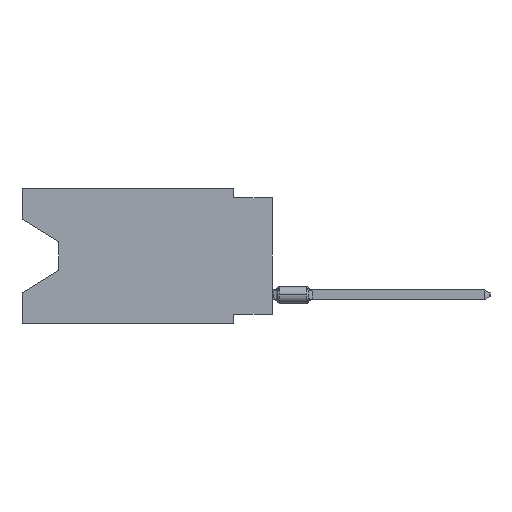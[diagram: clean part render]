
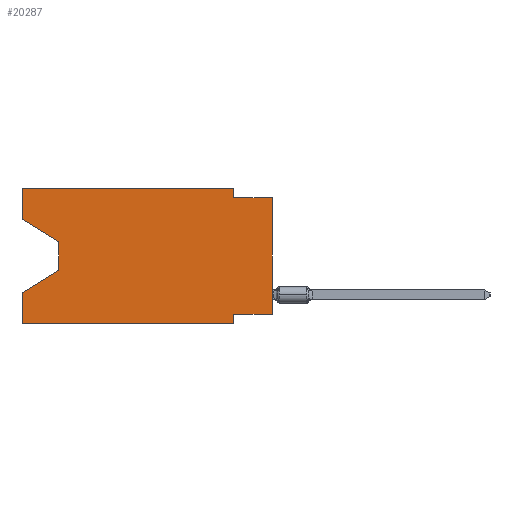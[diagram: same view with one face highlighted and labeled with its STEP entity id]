
A CAD part, left-side view. The second image highlights one B-rep face of the part: STEP entity #20287.
In plain terms, the highlighted planar face has unit normal (-1, 0, 0).
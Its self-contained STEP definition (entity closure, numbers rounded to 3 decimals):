
#360 = VERTEX_POINT ( 'NONE', #25790 ) ;
#363 = CARTESIAN_POINT ( 'NONE',  ( 0., 16.383, 0. ) ) ;
#477 = VECTOR ( 'NONE', #15291, 1000. ) ;
#845 = CARTESIAN_POINT ( 'NONE',  ( 0., 16.383, -6.852 ) ) ;
#1410 = ORIENTED_EDGE ( 'NONE', *, *, #4042, .F. ) ;
#2066 = CARTESIAN_POINT ( 'NONE',  ( 0., 13.97, -3.505 ) ) ;
#2196 = CARTESIAN_POINT ( 'NONE',  ( 0., 16.383, -2.038 ) ) ;
#2244 = DIRECTION ( 'NONE',  ( 0., 0.855, -0.519 ) ) ;
#2309 = VERTEX_POINT ( 'NONE', #5813 ) ;
#2575 = CARTESIAN_POINT ( 'NONE',  ( 0., 13.97, -5.385 ) ) ;
#2613 = VERTEX_POINT ( 'NONE', #9857 ) ;
#2706 = LINE ( 'NONE', #2196, #3280 ) ;
#3280 = VECTOR ( 'NONE', #25494, 1000. ) ;
#4042 = EDGE_CURVE ( 'NONE', #25841, #2613, #20564, .T. ) ;
#4073 = EDGE_CURVE ( 'NONE', #19038, #2309, #2706, .T. ) ;
#4764 = VERTEX_POINT ( 'NONE', #11493 ) ;
#4912 = EDGE_CURVE ( 'NONE', #20728, #4764, #10686, .T. ) ;
#5030 = EDGE_CURVE ( 'NONE', #360, #21241, #26486, .T. ) ;
#5303 = CARTESIAN_POINT ( 'NONE',  ( 0., 16.383, 0. ) ) ;
#5813 = CARTESIAN_POINT ( 'NONE',  ( 0., 13.97, -3.505 ) ) ;
#5815 = DIRECTION ( 'NONE',  ( 0., 0., -1. ) ) ;
#5924 = DIRECTION ( 'NONE',  ( 0., -1., 0. ) ) ;
#6081 = ORIENTED_EDGE ( 'NONE', *, *, #20178, .T. ) ;
#6265 = DIRECTION ( 'NONE',  ( 0., 1., 0. ) ) ;
#6504 = VECTOR ( 'NONE', #5924, 1000. ) ;
#6610 = ORIENTED_EDGE ( 'NONE', *, *, #4912, .F. ) ;
#6752 = VECTOR ( 'NONE', #33061, 1000. ) ;
#6912 = CARTESIAN_POINT ( 'NONE',  ( 0., 0., -0.635 ) ) ;
#7118 = VERTEX_POINT ( 'NONE', #2575 ) ;
#7565 = ORIENTED_EDGE ( 'NONE', *, *, #17312, .T. ) ;
#7819 = AXIS2_PLACEMENT_3D ( 'NONE', #5303, #23989, #5815 ) ;
#8532 = PLANE ( 'NONE',  #7819 ) ;
#9442 = CARTESIAN_POINT ( 'NONE',  ( 0., 16.383, 0. ) ) ;
#9857 = CARTESIAN_POINT ( 'NONE',  ( 0., 2.54, 0. ) ) ;
#9947 = EDGE_CURVE ( 'NONE', #360, #24794, #16767, .T. ) ;
#10686 = LINE ( 'NONE', #29519, #33066 ) ;
#11344 = ORIENTED_EDGE ( 'NONE', *, *, #4073, .T. ) ;
#11490 = DIRECTION ( 'NONE',  ( 0., 0., 1. ) ) ;
#11493 = CARTESIAN_POINT ( 'NONE',  ( 0., 2.54, -8.255 ) ) ;
#11796 = ORIENTED_EDGE ( 'NONE', *, *, #27064, .F. ) ;
#12113 = LINE ( 'NONE', #12454, #19233 ) ;
#12440 = DIRECTION ( 'NONE',  ( 0., 0., -1. ) ) ;
#12454 = CARTESIAN_POINT ( 'NONE',  ( 0., 13.97, -5.385 ) ) ;
#12549 = LINE ( 'NONE', #15109, #30331 ) ;
#13042 = VERTEX_POINT ( 'NONE', #27224 ) ;
#13111 = CARTESIAN_POINT ( 'NONE',  ( 0., 16.383, -2.038 ) ) ;
#15109 = CARTESIAN_POINT ( 'NONE',  ( 0., 2.54, -8.89 ) ) ;
#15291 = DIRECTION ( 'NONE',  ( 0., 0., 1. ) ) ;
#15296 = CARTESIAN_POINT ( 'NONE',  ( 0., 16.383, 0. ) ) ;
#15634 = LINE ( 'NONE', #20558, #477 ) ;
#16652 = VERTEX_POINT ( 'NONE', #25599 ) ;
#16706 = LINE ( 'NONE', #27222, #19741 ) ;
#16767 = LINE ( 'NONE', #9442, #25199 ) ;
#16780 = ORIENTED_EDGE ( 'NONE', *, *, #32600, .F. ) ;
#17312 = EDGE_CURVE ( 'NONE', #20728, #13042, #16706, .T. ) ;
#17405 = VECTOR ( 'NONE', #33275, 1000. ) ;
#18145 = ORIENTED_EDGE ( 'NONE', *, *, #9947, .F. ) ;
#19038 = VERTEX_POINT ( 'NONE', #13111 ) ;
#19233 = VECTOR ( 'NONE', #2244, 1000. ) ;
#19284 = VECTOR ( 'NONE', #22369, 1000. ) ;
#19741 = VECTOR ( 'NONE', #29259, 1000. ) ;
#19999 = ORIENTED_EDGE ( 'NONE', *, *, #21341, .F. ) ;
#20178 = EDGE_CURVE ( 'NONE', #7118, #24794, #12113, .T. ) ;
#20287 = ADVANCED_FACE ( 'NONE', ( #31108 ), #8532, .F. ) ;
#20353 = ORIENTED_EDGE ( 'NONE', *, *, #23826, .F. ) ;
#20558 = CARTESIAN_POINT ( 'NONE',  ( 0., 16.383, 0. ) ) ;
#20564 = LINE ( 'NONE', #15296, #17405 ) ;
#20728 = VERTEX_POINT ( 'NONE', #31410 ) ;
#21241 = VERTEX_POINT ( 'NONE', #24582 ) ;
#21341 = EDGE_CURVE ( 'NONE', #16652, #13042, #30164, .T. ) ;
#22369 = DIRECTION ( 'NONE',  ( 0., -1., 0. ) ) ;
#22581 = DIRECTION ( 'NONE',  ( 0., 0., -1. ) ) ;
#23826 = EDGE_CURVE ( 'NONE', #4764, #21241, #12549, .T. ) ;
#23937 = CARTESIAN_POINT ( 'NONE',  ( 0., 16.383, -8.89 ) ) ;
#23989 = DIRECTION ( 'NONE',  ( 1., 0., 0. ) ) ;
#24330 = ORIENTED_EDGE ( 'NONE', *, *, #29072, .T. ) ;
#24582 = CARTESIAN_POINT ( 'NONE',  ( 0., 2.54, -8.89 ) ) ;
#24794 = VERTEX_POINT ( 'NONE', #845 ) ;
#25199 = VECTOR ( 'NONE', #11490, 1000. ) ;
#25494 = DIRECTION ( 'NONE',  ( 0., -0.855, -0.519 ) ) ;
#25575 = EDGE_LOOP ( 'NONE', ( #11344, #24330, #6081, #18145, #33222, #20353, #6610, #7565, #19999, #11796, #1410, #16780 ) ) ;
#25599 = CARTESIAN_POINT ( 'NONE',  ( 0., 2.54, -0.635 ) ) ;
#25790 = CARTESIAN_POINT ( 'NONE',  ( 0., 16.383, -8.89 ) ) ;
#25841 = VERTEX_POINT ( 'NONE', #363 ) ;
#26105 = LINE ( 'NONE', #31004, #6752 ) ;
#26486 = LINE ( 'NONE', #23937, #6504 ) ;
#27064 = EDGE_CURVE ( 'NONE', #2613, #16652, #26105, .T. ) ;
#27222 = CARTESIAN_POINT ( 'NONE',  ( 0., 0., 0. ) ) ;
#27224 = CARTESIAN_POINT ( 'NONE',  ( 0., 0., -0.635 ) ) ;
#29072 = EDGE_CURVE ( 'NONE', #2309, #7118, #30936, .T. ) ;
#29259 = DIRECTION ( 'NONE',  ( 0., 0., 1. ) ) ;
#29519 = CARTESIAN_POINT ( 'NONE',  ( 0., 0., -8.255 ) ) ;
#30164 = LINE ( 'NONE', #6912, #19284 ) ;
#30331 = VECTOR ( 'NONE', #22581, 1000. ) ;
#30691 = VECTOR ( 'NONE', #12440, 1000. ) ;
#30936 = LINE ( 'NONE', #2066, #30691 ) ;
#31004 = CARTESIAN_POINT ( 'NONE',  ( 0., 2.54, 0. ) ) ;
#31108 = FACE_OUTER_BOUND ( 'NONE', #25575, .T. ) ;
#31410 = CARTESIAN_POINT ( 'NONE',  ( 0., 0., -8.255 ) ) ;
#32600 = EDGE_CURVE ( 'NONE', #19038, #25841, #15634, .T. ) ;
#33061 = DIRECTION ( 'NONE',  ( 0., 0., -1. ) ) ;
#33066 = VECTOR ( 'NONE', #6265, 1000. ) ;
#33222 = ORIENTED_EDGE ( 'NONE', *, *, #5030, .T. ) ;
#33275 = DIRECTION ( 'NONE',  ( 0., -1., 0. ) ) ;
